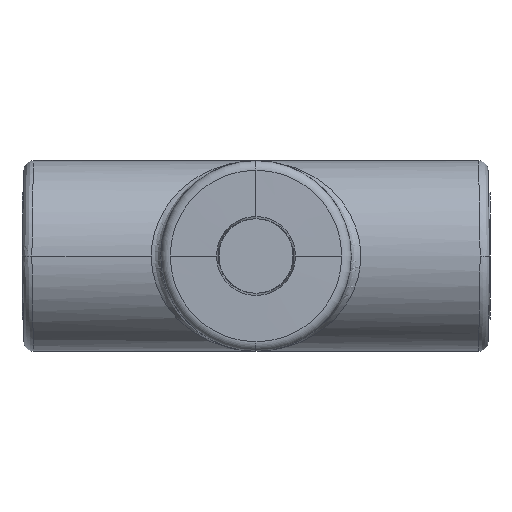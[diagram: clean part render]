
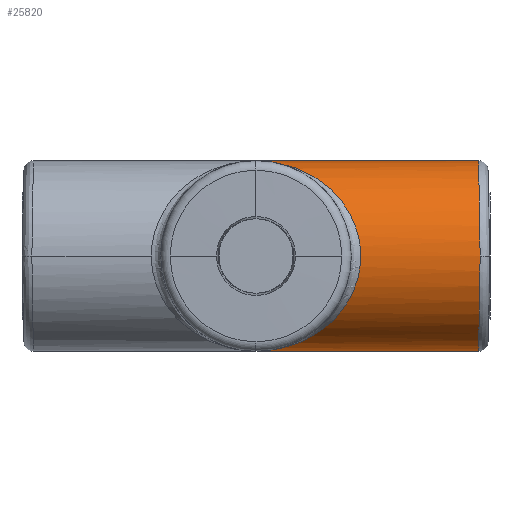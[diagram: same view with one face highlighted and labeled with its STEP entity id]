
A CAD part, front view. The second image highlights one B-rep face of the part: STEP entity #25820.
In plain terms, the highlighted cylindrical face has radius 23.812 mm (diameter 47.625 mm), a partial arc.
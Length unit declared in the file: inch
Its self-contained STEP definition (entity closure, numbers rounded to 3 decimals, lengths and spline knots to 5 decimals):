
#35 = CYLINDRICAL_SURFACE ( 'NONE', #10965, 0.9375 ) ;
#52 = CARTESIAN_POINT ( 'NONE',  ( 0., 0., 0.9375 ) ) ;
#102 = CARTESIAN_POINT ( 'NONE',  ( 0., 0., -0.9375 ) ) ;
#1511 = FACE_OUTER_BOUND ( 'NONE', #12351, .T. ) ;
#1871 = VERTEX_POINT ( 'NONE', #15506 ) ;
#1892 =( BOUNDED_CURVE ( )  B_SPLINE_CURVE ( 3, ( #9112, #30793, #18794, #4349 ),
 .UNSPECIFIED., .F., .T. ) 
 B_SPLINE_CURVE_WITH_KNOTS ( ( 4, 4 ),
 ( 1.5708, 3.14159 ),
 .UNSPECIFIED. ) 
 CURVE ( )  GEOMETRIC_REPRESENTATION_ITEM ( )  RATIONAL_B_SPLINE_CURVE ( ( 1., 0.805, 0.805, 1. ) ) 
 REPRESENTATION_ITEM ( '' )  );
#3487 = ORIENTED_EDGE ( 'NONE', *, *, #29133, .T. ) ;
#4349 = CARTESIAN_POINT ( 'NONE',  ( 2.19351, 0., -0.9375 ) ) ;
#5615 = CARTESIAN_POINT ( 'NONE',  ( 2.19351, -0.54917, 0.9375 ) ) ;
#5806 = EDGE_CURVE ( 'NONE', #28251, #27839, #7648, .T. ) ;
#6326 = ORIENTED_EDGE ( 'NONE', *, *, #25362, .F. ) ;
#6977 =( BOUNDED_CURVE ( )  B_SPLINE_CURVE ( 3, ( #17637, #10408, #5615, #22423 ),
 .UNSPECIFIED., .F., .F. ) 
 B_SPLINE_CURVE_WITH_KNOTS ( ( 4, 4 ),
 ( 1.5708, 3.14159 ),
 .UNSPECIFIED. ) 
 CURVE ( )  GEOMETRIC_REPRESENTATION_ITEM ( )  RATIONAL_B_SPLINE_CURVE ( ( 1., 0.805, 0.805, 1. ) ) 
 REPRESENTATION_ITEM ( '' )  );
#7331 = CARTESIAN_POINT ( 'NONE',  ( 0., 0., -0.9375 ) ) ;
#7648 =( BOUNDED_CURVE ( )  B_SPLINE_CURVE ( 3, ( #52, #14512, #21695, #7331 ),
 .UNSPECIFIED., .F., .T. ) 
 B_SPLINE_CURVE_WITH_KNOTS ( ( 4, 4 ),
 ( 1.5708, 4.71239 ),
 .UNSPECIFIED. ) 
 CURVE ( )  GEOMETRIC_REPRESENTATION_ITEM ( )  RATIONAL_B_SPLINE_CURVE ( ( 1., 0.333, 0.333, 1. ) ) 
 REPRESENTATION_ITEM ( '' )  );
#8017 = DIRECTION ( 'NONE',  ( 1., 0., 0. ) ) ;
#9112 = CARTESIAN_POINT ( 'NONE',  ( 2.20824, -0.9375, 0. ) ) ;
#9325 = ORIENTED_EDGE ( 'NONE', *, *, #22960, .F. ) ;
#10303 = DIRECTION ( 'NONE',  ( -1., 0., 0. ) ) ;
#10408 = CARTESIAN_POINT ( 'NONE',  ( 2.19961, -0.9375, 0.54917 ) ) ;
#10965 = AXIS2_PLACEMENT_3D ( 'NONE', #24581, #8017, #24795 ) ;
#12351 = EDGE_LOOP ( 'NONE', ( #18723, #9325, #6326, #22144, #3487 ) ) ;
#14424 = CARTESIAN_POINT ( 'NONE',  ( 4.4216, 0., 0.9375 ) ) ;
#14512 = CARTESIAN_POINT ( 'NONE',  ( 2.0625, -1.875, 0.9375 ) ) ;
#15506 = CARTESIAN_POINT ( 'NONE',  ( 2.19351, 0., 0.9375 ) ) ;
#16702 = VERTEX_POINT ( 'NONE', #25311 ) ;
#17637 = CARTESIAN_POINT ( 'NONE',  ( 2.20824, -0.9375, 0. ) ) ;
#17743 = CARTESIAN_POINT ( 'NONE',  ( 2.19351, 0., -0.9375 ) ) ;
#18723 = ORIENTED_EDGE ( 'NONE', *, *, #5806, .T. ) ;
#18794 = CARTESIAN_POINT ( 'NONE',  ( 2.19351, -0.54917, -0.9375 ) ) ;
#19950 = EDGE_CURVE ( 'NONE', #16702, #1871, #6977, .T. ) ;
#20398 = VECTOR ( 'NONE', #31139, 39.37008 ) ;
#20499 = LINE ( 'NONE', #14424, #20398 ) ;
#21695 = CARTESIAN_POINT ( 'NONE',  ( 2.0625, -1.875, -0.9375 ) ) ;
#22144 = ORIENTED_EDGE ( 'NONE', *, *, #19950, .T. ) ;
#22305 = CARTESIAN_POINT ( 'NONE',  ( 0., 0., 0.9375 ) ) ;
#22423 = CARTESIAN_POINT ( 'NONE',  ( 2.19351, 0., 0.9375 ) ) ;
#22960 = EDGE_CURVE ( 'NONE', #23038, #27839, #30016, .T. ) ;
#23038 = VERTEX_POINT ( 'NONE', #17743 ) ;
#23522 = VECTOR ( 'NONE', #10303, 39.37008 ) ;
#24581 = CARTESIAN_POINT ( 'NONE',  ( 2.302, 0., 0. ) ) ;
#24795 = DIRECTION ( 'NONE',  ( 0., 0., -1. ) ) ;
#25311 = CARTESIAN_POINT ( 'NONE',  ( 2.20824, -0.9375, 0. ) ) ;
#25362 = EDGE_CURVE ( 'NONE', #16702, #23038, #1892, .T. ) ;
#25820 = ADVANCED_FACE ( 'NONE', ( #1511 ), #35, .T. ) ;
#27839 = VERTEX_POINT ( 'NONE', #102 ) ;
#28251 = VERTEX_POINT ( 'NONE', #22305 ) ;
#29133 = EDGE_CURVE ( 'NONE', #1871, #28251, #20499, .T. ) ;
#29425 = CARTESIAN_POINT ( 'NONE',  ( 4.4216, 0., -0.9375 ) ) ;
#30016 = LINE ( 'NONE', #29425, #23522 ) ;
#30793 = CARTESIAN_POINT ( 'NONE',  ( 2.19961, -0.9375, -0.54917 ) ) ;
#31139 = DIRECTION ( 'NONE',  ( -1., 0., 0. ) ) ;
